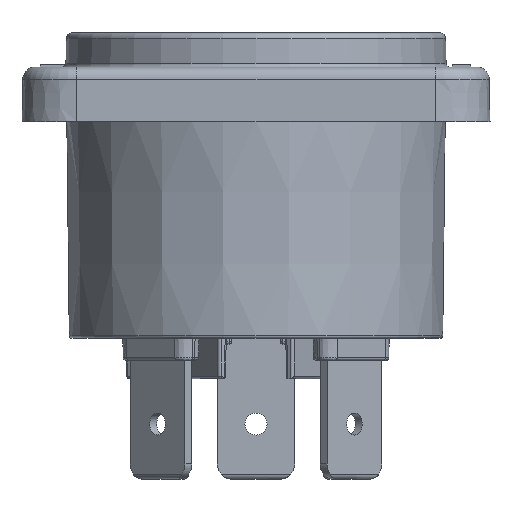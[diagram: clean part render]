
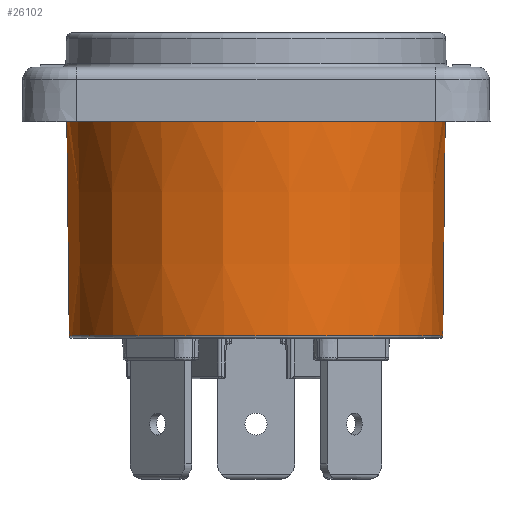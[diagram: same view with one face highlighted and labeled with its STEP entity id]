
A CAD part, left-side view. The second image highlights one B-rep face of the part: STEP entity #26102.
In plain terms, the highlighted conical face has half-angle 0.646 degrees and reference radius 15.326 mm.
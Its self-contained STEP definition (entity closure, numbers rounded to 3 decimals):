
#2008=DIRECTION('',(0.,0.011,-1.));
#2009=VECTOR('',#2008,17.553);
#2010=CARTESIAN_POINT('',(0.,-15.425,-7.15));
#2011=LINE('',#2010,#2009);
#2017=DIRECTION('',(0.,-0.011,-1.));
#2018=VECTOR('',#2017,17.553);
#2019=CARTESIAN_POINT('',(0.,15.425,-7.15));
#2020=LINE('',#2019,#2018);
#2021=CARTESIAN_POINT('',(0.,0.,-24.702));
#2022=DIRECTION('',(0.,0.,-1.));
#2023=DIRECTION('',(0.,-1.,0.));
#2024=AXIS2_PLACEMENT_3D('',#2021,#2022,#2023);
#2026=CARTESIAN_POINT('',(0.,0.,-7.15));
#2027=DIRECTION('',(0.,0.,-1.));
#2028=DIRECTION('',(0.,-1.,0.));
#2029=AXIS2_PLACEMENT_3D('',#2026,#2027,#2028);
#19830=CARTESIAN_POINT('',(0.,-15.425,-7.15));
#19831=CARTESIAN_POINT('',(0.,15.425,-7.15));
#19832=VERTEX_POINT('',#19830);
#19833=VERTEX_POINT('',#19831);
#20476=CARTESIAN_POINT('',(0.,-15.227,-24.702));
#20477=CARTESIAN_POINT('',(0.,15.227,-24.702));
#20478=VERTEX_POINT('',#20476);
#20479=VERTEX_POINT('',#20477);
#26090=CARTESIAN_POINT('',(0.,0.,-15.926));
#26091=DIRECTION('',(0.,0.,1.));
#26092=DIRECTION('',(0.,1.,0.));
#26093=AXIS2_PLACEMENT_3D('',#26090,#26091,#26092);
#26094=CONICAL_SURFACE('',#26093,15.326,0.646);
#26095=ORIENTED_EDGE('',*,*,#26055,.T.);
#26096=ORIENTED_EDGE('',*,*,#26085,.F.);
#26098=ORIENTED_EDGE('',*,*,#26097,.F.);
#26099=ORIENTED_EDGE('',*,*,#26081,.T.);
#26100=EDGE_LOOP('',(#26095,#26096,#26098,#26099));
#26101=FACE_OUTER_BOUND('',#26100,.F.);
#26102=ADVANCED_FACE('',(#26101),#26094,.T.);
#2025=CIRCLE('',#2024,15.227);
#2030=CIRCLE('',#2029,15.425);
#26055=EDGE_CURVE('',#20478,#20479,#2025,.T.);
#26081=EDGE_CURVE('',#19832,#20478,#2011,.T.);
#26085=EDGE_CURVE('',#19833,#20479,#2020,.T.);
#26097=EDGE_CURVE('',#19832,#19833,#2030,.T.);
